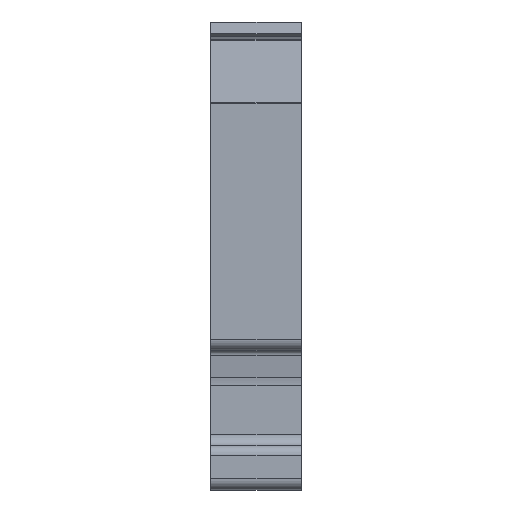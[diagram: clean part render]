
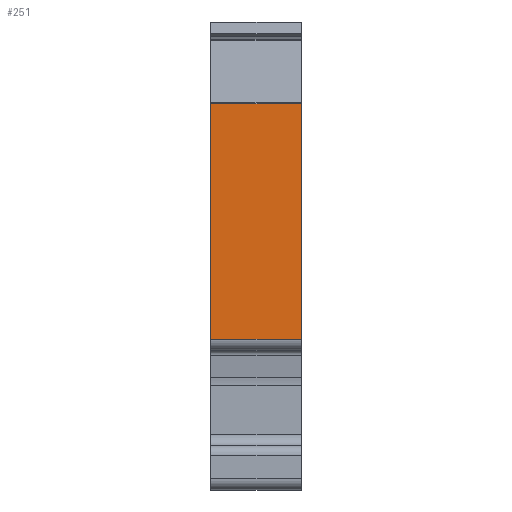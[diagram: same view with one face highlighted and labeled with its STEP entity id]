
A CAD part, left-side view. The second image highlights one B-rep face of the part: STEP entity #251.
In plain terms, the highlighted planar face has unit normal (-1, 0, 0).
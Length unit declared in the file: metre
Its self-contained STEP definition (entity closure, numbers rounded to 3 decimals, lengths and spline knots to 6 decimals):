
#251 = ADVANCED_FACE( 'NONE', ( #656 ), #657, .F. );
#656 = FACE_OUTER_BOUND( '', #1218, .T. );
#657 = PLANE( '', #1219 );
#1218 = EDGE_LOOP( '', ( #1901, #1902, #1903, #1904 ) );
#1219 = AXIS2_PLACEMENT_3D( '', #1905, #1906, #1907 );
#1901 = ORIENTED_EDGE( '', *, *, #3591, .F. );
#1902 = ORIENTED_EDGE( '', *, *, #3592, .F. );
#1903 = ORIENTED_EDGE( '', *, *, #3593, .T. );
#1904 = ORIENTED_EDGE( '', *, *, #3594, .F. );
#1905 = CARTESIAN_POINT( '', ( -0.04545, 0.00815, -0.0059 ) );
#1906 = DIRECTION( '', ( 1., 0., 0. ) );
#1907 = DIRECTION( '', ( 0., 0., 1. ) );
#3591 = EDGE_CURVE( 'NONE', #4382, #4383, #4384, .T. );
#3592 = EDGE_CURVE( 'NONE', #4385, #4382, #4386, .F. );
#3593 = EDGE_CURVE( 'NONE', #4385, #4387, #4388, .T. );
#3594 = EDGE_CURVE( 'NONE', #4383, #4387, #4389, .T. );
#4382 = VERTEX_POINT( 'NONE', #5503 );
#4383 = VERTEX_POINT( 'NONE', #5504 );
#4384 = LINE( '', #5505, #5506 );
#4385 = VERTEX_POINT( 'NONE', #5507 );
#4386 = LINE( '', #5508, #5509 );
#4387 = VERTEX_POINT( 'NONE', #5510 );
#4388 = LINE( '', #5511, #5512 );
#4389 = LINE( '', #5513, #5514 );
#5503 = CARTESIAN_POINT( '', ( -0.04545, 0., 0.015345 ) );
#5504 = CARTESIAN_POINT( '', ( -0.04545, 0., -0.0059 ) );
#5505 = CARTESIAN_POINT( '', ( -0.04545, 0., 0.027442 ) );
#5506 = VECTOR( '', #6805, 1. );
#5507 = CARTESIAN_POINT( '', ( -0.04545, 0.00815, 0.015345 ) );
#5508 = CARTESIAN_POINT( '', ( -0.04545, 0.00815, 0.015345 ) );
#5509 = VECTOR( '', #6806, 1. );
#5510 = CARTESIAN_POINT( '', ( -0.04545, 0.00815, -0.0059 ) );
#5511 = CARTESIAN_POINT( '', ( -0.04545, 0.00815, -0.0059 ) );
#5512 = VECTOR( '', #6807, 1. );
#5513 = CARTESIAN_POINT( '', ( -0.04545, 0.00815, -0.0059 ) );
#5514 = VECTOR( '', #6808, 1. );
#6805 = DIRECTION( '', ( 0., 0., -1. ) );
#6806 = DIRECTION( '', ( 0., 1., 0. ) );
#6807 = DIRECTION( '', ( 0., 0., -1. ) );
#6808 = DIRECTION( '', ( 0., 1., 0. ) );
